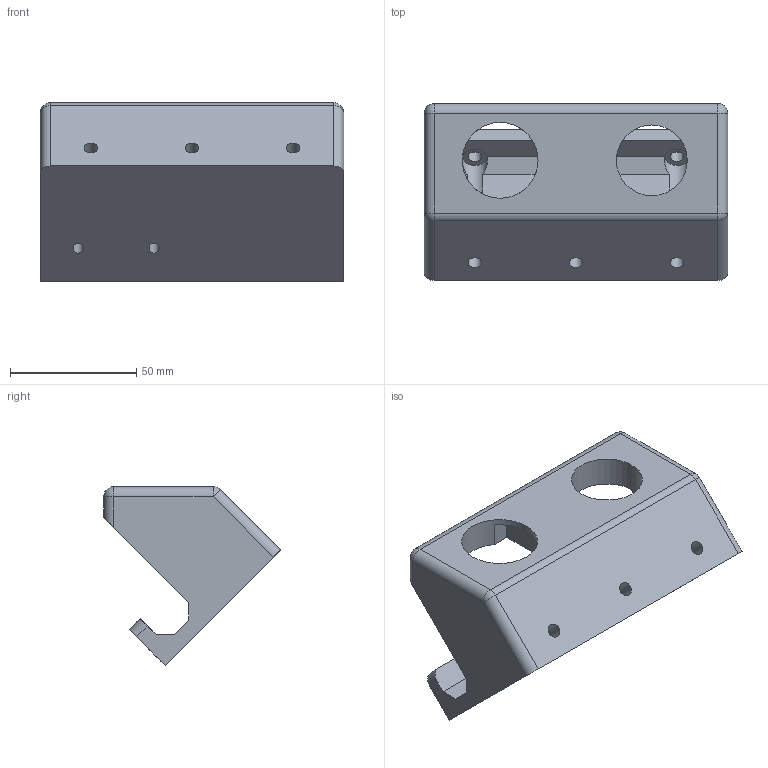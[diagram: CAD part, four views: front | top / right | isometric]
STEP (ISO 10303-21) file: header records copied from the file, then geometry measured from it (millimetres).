
FILE_DESCRIPTION(/* description */ (''),/* implementation_level */ '2;1');
FILE_NAME(/* name */ 'joystick_mount.stp',/* time_stamp */ '2024-06-04T22:08:08-07:00',/* author */ ('Micha'),/* organization */ (''),/* preprocessor_version */ 'ST-DEVELOPER v20',/* originating_system */ 'Autodesk Inventor 2024',/* authorisation */ '');
FILE_SCHEMA (('AUTOMOTIVE_DESIGN { 1 0 10303 214 3 1 1 }'));
Length unit declared in the file: millimetre
Products named in the file (1): joystick_mount
Bounding box: 120 x 70 x 70.6 mm (x, y, z)
Volume: 145565.3 mm3; surface area: 43522.6 mm2
Topology: 1 solids, 1 shells, 74 faces, 190 edges, 122 vertices
Faces by surface type: plane 43, cylinder 27, sphere 4
Full cylindrical faces by diameter (mm): 3.3 x4, 4 x2, 5.4 x6, 10 x3, 28 x1, 30 x1
Entity records: 2337 total; most frequent: DIRECTION 412, CARTESIAN_POINT 387, ORIENTED_EDGE 380, EDGE_CURVE 190, AXIS2_PLACEMENT_3D 147, VERTEX_POINT 122, LINE 118, VECTOR 118
